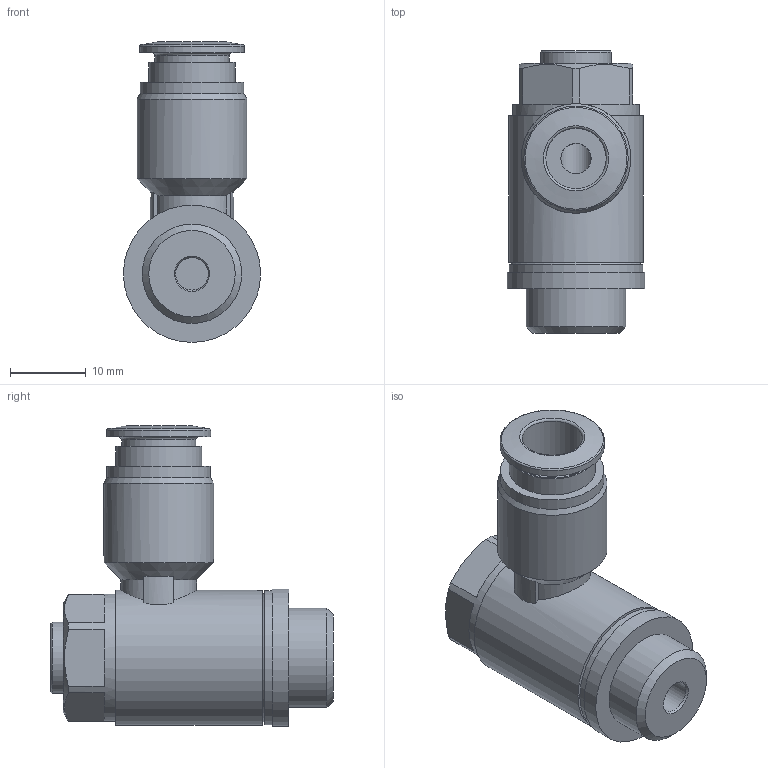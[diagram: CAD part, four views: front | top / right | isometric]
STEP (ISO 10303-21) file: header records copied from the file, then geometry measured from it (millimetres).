
FILE_DESCRIPTION(/* description */ ('STEP AP214'),/* implementation_level */ '2;1');
FILE_NAME(/* name */ '193147_GRLA-1_4-QS-8-D',/* time_stamp */ '2024-08-20T23:48:00+02:00',/* author */ ('License CC BY-ND 4.0'),/* organization */ ('CADENAS'),/* preprocessor_version */ 'ST-DEVELOPER v19.3',/* originating_system */ 'PARTsolutions',/* authorisation */ ' ');
FILE_SCHEMA (('PROCESS_PLANNING_SCHEMA','AUTOMOTIVE_DESIGN {1 0 10303 214 3 1 1}'));
Length unit declared in the file: millimetre
Products named in the file (1): 193147 GRLA-1/4-QS-8-D
Bounding box: 18.15 x 37.4 x 39.77 mm (x, y, z)
Volume: 9584.2 mm3; surface area: 4615.7 mm2
Topology: 1 solids, 1 shells, 67 faces, 145 edges, 92 vertices
Faces by surface type: plane 34, cylinder 19, cone 10, torus 4
Full cylindrical faces by diameter (mm): 4 x1, 4.3 x1, 8 x1, 8.2 x1, 9.4 x1, 9.8 x1, 11.4 x1, 13.157 x1, 13.7 x1, 13.8 x1, 14.5 x1, 16.8 x1, 17.7 x1, 17.8 x1, 18.15 x1
Entity records: 2203 total; most frequent: CARTESIAN_POINT 362, DIRECTION 292, ORIENTED_EDGE 224, AXIS2_PLACEMENT_3D 131, EDGE_CURVE 112, EDGE_LOOP 110, FACE_BOUND 110, VERTEX_POINT 88
